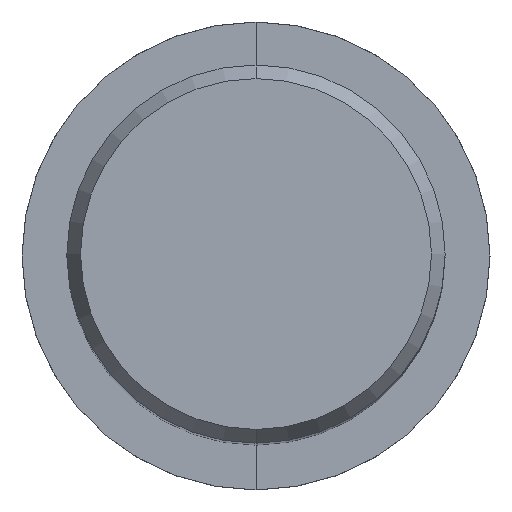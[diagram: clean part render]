
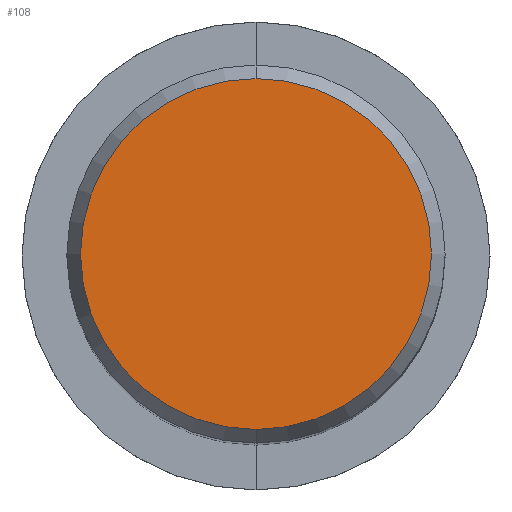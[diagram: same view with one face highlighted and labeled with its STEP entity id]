
A CAD part, top view. The second image highlights one B-rep face of the part: STEP entity #108.
In plain terms, the highlighted planar face has unit normal (0, 0, 1).
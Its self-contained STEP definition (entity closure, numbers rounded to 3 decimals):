
#92=EDGE_CURVE('',#124,#160,#206,.T.);
#108=ADVANCED_FACE('',(#223),#224,.T.);
#112=EDGE_CURVE('',#160,#124,#229,.T.);
#124=VERTEX_POINT('',#242);
#160=VERTEX_POINT('',#283);
#206=CIRCLE('',#331,8.837);
#223=FACE_OUTER_BOUND('',#354,.T.);
#224=PLANE('',#355);
#229=CIRCLE('',#361,8.837);
#242=CARTESIAN_POINT('',(0.0,8.837,0.01));
#283=CARTESIAN_POINT('',(0.,-8.837,0.01));
#331=AXIS2_PLACEMENT_3D('',#460,#461,#462);
#354=EDGE_LOOP('',(#483,#484));
#355=AXIS2_PLACEMENT_3D('',#485,#486,#487);
#361=AXIS2_PLACEMENT_3D('',#496,#497,#498);
#460=CARTESIAN_POINT('',(0.0,0.0,0.01));
#461=DIRECTION('',(0.0,0.0,-1.0));
#462=DIRECTION('',(0.0,1.0,0.0));
#483=ORIENTED_EDGE('',*,*,#92,.F.);
#484=ORIENTED_EDGE('',*,*,#112,.F.);
#485=CARTESIAN_POINT('',(0.0,4.419,0.01));
#486=DIRECTION('',(-0.0,0.0,1.0));
#487=DIRECTION('',(0.0,-1.0,0.0));
#496=CARTESIAN_POINT('',(0.0,0.0,0.01));
#497=DIRECTION('',(0.0,0.0,-1.0));
#498=DIRECTION('',(0.0,1.0,0.0));
